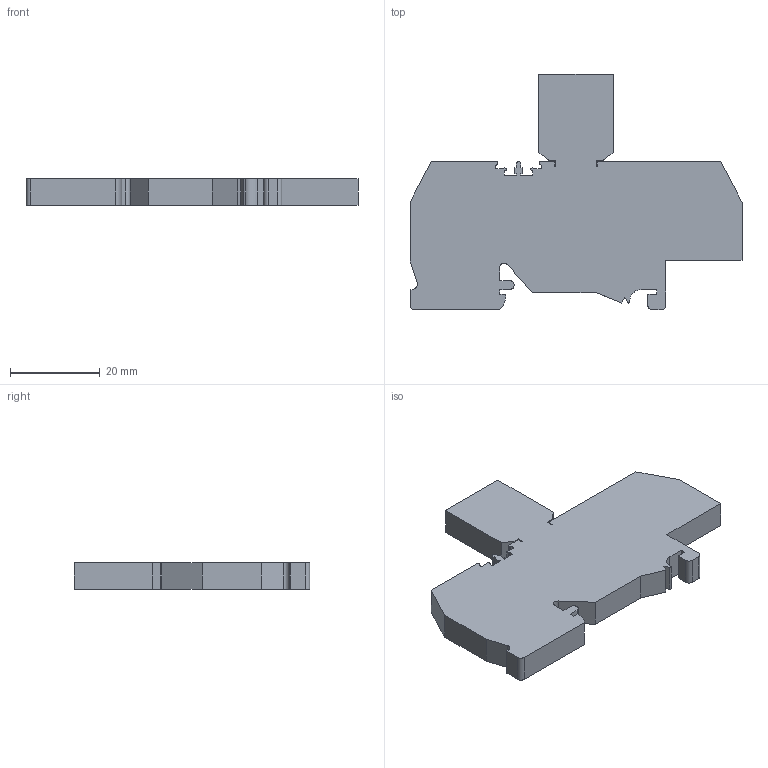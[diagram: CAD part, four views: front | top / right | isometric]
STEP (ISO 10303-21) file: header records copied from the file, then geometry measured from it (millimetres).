
FILE_DESCRIPTION((''),'2;1');
FILE_NAME('3K','2023-11-08T',('dell'),(''),'PRO/ENGINEER BY PARAMETRIC TECHNOLOGY CORPORATION, 2013230','PRO/ENGINEER BY PARAMETRIC TECHNOLOGY CORPORATION, 2013230','');
FILE_SCHEMA(('AUTOMOTIVE_DESIGN { 1 0 10303 214 1 1 1 1 }'));
Length unit declared in the file: millimetre
Products named in the file (1): 3K
Bounding box: 74 x 52.5 x 6 mm (x, y, z)
Volume: 13811.1 mm3; surface area: 6910.1 mm2
Topology: 1 solids, 1 shells, 96 faces, 270 edges, 180 vertices
Faces by surface type: plane 75, cylinder 21
Entity records: 3173 total; most frequent: CARTESIAN_POINT 580, ORIENTED_EDGE 540, DIRECTION 496, EDGE_CURVE 270, VECTOR 228, LINE 228, VERTEX_POINT 180, AXIS2_PLACEMENT_3D 134
